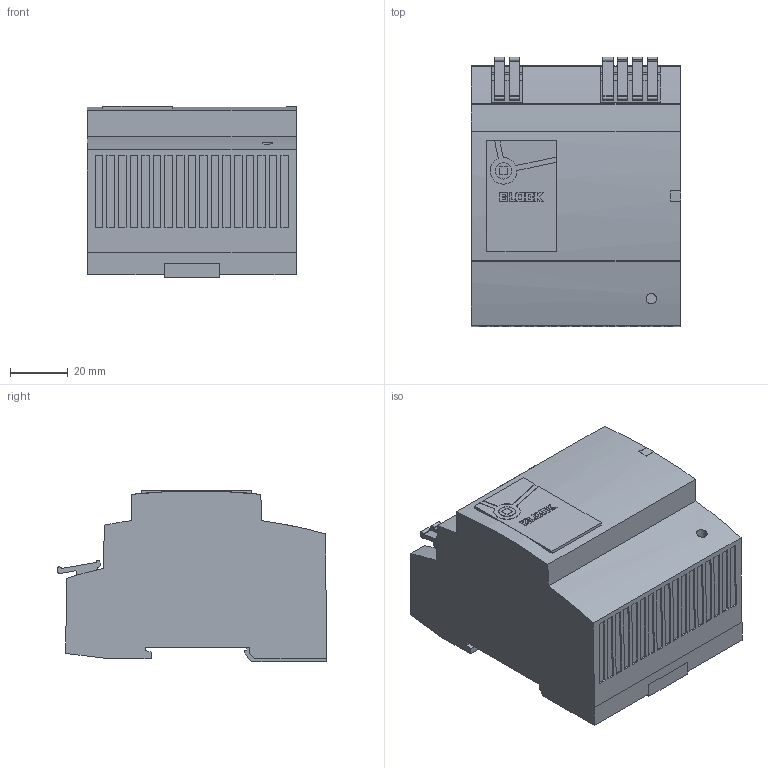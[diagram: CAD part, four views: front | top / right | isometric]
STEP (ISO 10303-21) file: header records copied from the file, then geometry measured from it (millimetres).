
FILE_DESCRIPTION (( 'STEP AP214' ), '1' );
FILE_NAME ('1032654.STEP', '2025-05-06T12:36:18', ( '' ), ( '' ), 'SwSTEP 2.0', 'SolidWorks 2022', '' );
FILE_SCHEMA (( 'AUTOMOTIVE_DESIGN' ));
Length unit declared in the file: millimetre
Products named in the file (1): 1032654
Bounding box: 72.1 x 92.88 x 59.1 mm (x, y, z)
Volume: 306814.8 mm3; surface area: 32143.3 mm2
Topology: 1 solids, 1 shells, 491 faces, 1293 edges, 862 vertices
Faces by surface type: plane 425, cylinder 42, bspline 24
Entity records: 15589 total; most frequent: CARTESIAN_POINT 3457, ORIENTED_EDGE 2586, DIRECTION 2269, EDGE_CURVE 1293, VECTOR 1153, LINE 1153, VERTEX_POINT 862, AXIS2_PLACEMENT_3D 558
